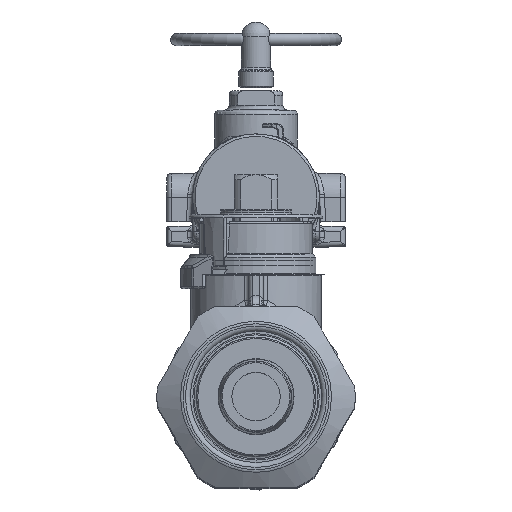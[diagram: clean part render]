
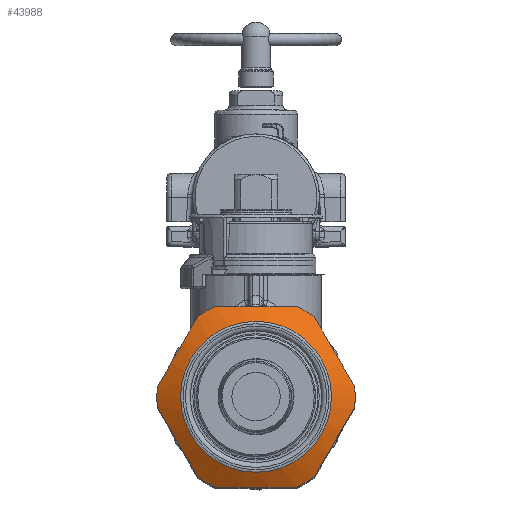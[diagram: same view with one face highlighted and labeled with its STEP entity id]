
A CAD part, top view. The second image highlights one B-rep face of the part: STEP entity #43988.
In plain terms, the highlighted conical face has half-angle 60 degrees and reference radius 17.78 mm.
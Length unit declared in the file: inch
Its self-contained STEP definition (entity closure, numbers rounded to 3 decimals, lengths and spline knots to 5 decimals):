
#70=(
BOUNDED_CURVE()
B_SPLINE_CURVE(2,(#143929,#143930,#143931),.UNSPECIFIED.,.F.,.F.)
B_SPLINE_CURVE_WITH_KNOTS((3,3),(0.,1.67512),.UNSPECIFIED.)
CURVE()
GEOMETRIC_REPRESENTATION_ITEM()
RATIONAL_B_SPLINE_CURVE((1.,1.096,1.))
REPRESENTATION_ITEM('')
);
#71=(
BOUNDED_CURVE()
B_SPLINE_CURVE(2,(#143935,#143936,#143937),.UNSPECIFIED.,.F.,.F.)
B_SPLINE_CURVE_WITH_KNOTS((3,3),(0.,1.67512),.UNSPECIFIED.)
CURVE()
GEOMETRIC_REPRESENTATION_ITEM()
RATIONAL_B_SPLINE_CURVE((1.,1.096,1.))
REPRESENTATION_ITEM('')
);
#72=(
BOUNDED_CURVE()
B_SPLINE_CURVE(2,(#143941,#143942,#143943),.UNSPECIFIED.,.F.,.F.)
B_SPLINE_CURVE_WITH_KNOTS((3,3),(0.,1.67512),.UNSPECIFIED.)
CURVE()
GEOMETRIC_REPRESENTATION_ITEM()
RATIONAL_B_SPLINE_CURVE((1.,1.096,1.))
REPRESENTATION_ITEM('')
);
#73=(
BOUNDED_CURVE()
B_SPLINE_CURVE(2,(#143947,#143948,#143949),.UNSPECIFIED.,.F.,.F.)
B_SPLINE_CURVE_WITH_KNOTS((3,3),(0.,1.67512),.UNSPECIFIED.)
CURVE()
GEOMETRIC_REPRESENTATION_ITEM()
RATIONAL_B_SPLINE_CURVE((1.,1.096,1.))
REPRESENTATION_ITEM('')
);
#74=(
BOUNDED_CURVE()
B_SPLINE_CURVE(2,(#143953,#143954,#143955),.UNSPECIFIED.,.F.,.F.)
B_SPLINE_CURVE_WITH_KNOTS((3,3),(0.,1.67512),.UNSPECIFIED.)
CURVE()
GEOMETRIC_REPRESENTATION_ITEM()
RATIONAL_B_SPLINE_CURVE((1.,1.096,1.))
REPRESENTATION_ITEM('')
);
#75=(
BOUNDED_CURVE()
B_SPLINE_CURVE(2,(#143959,#143960,#143961),.UNSPECIFIED.,.F.,.F.)
B_SPLINE_CURVE_WITH_KNOTS((3,3),(0.,1.67512),.UNSPECIFIED.)
CURVE()
GEOMETRIC_REPRESENTATION_ITEM()
RATIONAL_B_SPLINE_CURVE((1.,1.096,1.))
REPRESENTATION_ITEM('')
);
#2909=CONICAL_SURFACE('',#47876,0.7,1.047);
#4861=FACE_OUTER_BOUND('',#7660,.T.);
#7660=EDGE_LOOP('',(#36203,#36204,#36205,#36206,#36207,#36208,#36209,#36210,
#36211,#36212,#36213,#36214,#36215,#36216,#36217,#36218));
#12412=CIRCLE('',#47873,0.60928);
#12414=CIRCLE('',#47877,0.8);
#12415=CIRCLE('',#47878,0.8);
#12416=CIRCLE('',#47879,0.8);
#12417=CIRCLE('',#47880,0.8);
#12418=CIRCLE('',#47881,0.8);
#12419=CIRCLE('',#47882,0.8);
#12420=CIRCLE('',#47883,0.8);
#13777=LINE('',#143925,#15936);
#15936=VECTOR('',#55267,0.7);
#19583=VERTEX_POINT('',#143917);
#19585=VERTEX_POINT('',#143924);
#19586=VERTEX_POINT('',#143926);
#19587=VERTEX_POINT('',#143928);
#19588=VERTEX_POINT('',#143932);
#19589=VERTEX_POINT('',#143934);
#19590=VERTEX_POINT('',#143938);
#19591=VERTEX_POINT('',#143940);
#19592=VERTEX_POINT('',#143944);
#19593=VERTEX_POINT('',#143946);
#19594=VERTEX_POINT('',#143950);
#19595=VERTEX_POINT('',#143952);
#19596=VERTEX_POINT('',#143956);
#19597=VERTEX_POINT('',#143958);
#25433=EDGE_CURVE('',#19583,#19583,#12412,.T.);
#25435=EDGE_CURVE('',#19583,#19585,#13777,.T.);
#25436=EDGE_CURVE('',#19586,#19585,#12414,.T.);
#25437=EDGE_CURVE('',#19587,#19586,#70,.T.);
#25438=EDGE_CURVE('',#19588,#19587,#12415,.T.);
#25439=EDGE_CURVE('',#19589,#19588,#71,.T.);
#25440=EDGE_CURVE('',#19590,#19589,#12416,.T.);
#25441=EDGE_CURVE('',#19591,#19590,#72,.T.);
#25442=EDGE_CURVE('',#19592,#19591,#12417,.T.);
#25443=EDGE_CURVE('',#19593,#19592,#73,.T.);
#25444=EDGE_CURVE('',#19594,#19593,#12418,.T.);
#25445=EDGE_CURVE('',#19595,#19594,#74,.T.);
#25446=EDGE_CURVE('',#19596,#19595,#12419,.T.);
#25447=EDGE_CURVE('',#19597,#19596,#75,.T.);
#25448=EDGE_CURVE('',#19585,#19597,#12420,.T.);
#36203=ORIENTED_EDGE('',*,*,#25433,.F.);
#36204=ORIENTED_EDGE('',*,*,#25435,.T.);
#36205=ORIENTED_EDGE('',*,*,#25436,.F.);
#36206=ORIENTED_EDGE('',*,*,#25437,.F.);
#36207=ORIENTED_EDGE('',*,*,#25438,.F.);
#36208=ORIENTED_EDGE('',*,*,#25439,.F.);
#36209=ORIENTED_EDGE('',*,*,#25440,.F.);
#36210=ORIENTED_EDGE('',*,*,#25441,.F.);
#36211=ORIENTED_EDGE('',*,*,#25442,.F.);
#36212=ORIENTED_EDGE('',*,*,#25443,.F.);
#36213=ORIENTED_EDGE('',*,*,#25444,.F.);
#36214=ORIENTED_EDGE('',*,*,#25445,.F.);
#36215=ORIENTED_EDGE('',*,*,#25446,.F.);
#36216=ORIENTED_EDGE('',*,*,#25447,.F.);
#36217=ORIENTED_EDGE('',*,*,#25448,.F.);
#36218=ORIENTED_EDGE('',*,*,#25435,.F.);
#43988=ADVANCED_FACE('',(#4861),#2909,.T.);
#47873=AXIS2_PLACEMENT_3D('',#143919,#55259,#55260);
#47876=AXIS2_PLACEMENT_3D('',#143923,#55265,#55266);
#47877=AXIS2_PLACEMENT_3D('',#143927,#55268,#55269);
#47878=AXIS2_PLACEMENT_3D('',#143933,#55270,#55271);
#47879=AXIS2_PLACEMENT_3D('',#143939,#55272,#55273);
#47880=AXIS2_PLACEMENT_3D('',#143945,#55274,#55275);
#47881=AXIS2_PLACEMENT_3D('',#143951,#55276,#55277);
#47882=AXIS2_PLACEMENT_3D('',#143957,#55278,#55279);
#47883=AXIS2_PLACEMENT_3D('',#143962,#55280,#55281);
#55259=DIRECTION('center_axis',(0.,0.,
1.));
#55260=DIRECTION('ref_axis',(-1.,0.,0.));
#55265=DIRECTION('center_axis',(0.,0.,-1.));
#55266=DIRECTION('ref_axis',(1.,0.,0.));
#55267=DIRECTION('',(-0.866,0.,-0.5));
#55268=DIRECTION('center_axis',(0.,0.,-1.));
#55269=DIRECTION('ref_axis',(-1.,0.,0.));
#55270=DIRECTION('center_axis',(0.,0.,-1.));
#55271=DIRECTION('ref_axis',(-1.,0.,0.));
#55272=DIRECTION('center_axis',(0.,0.,-1.));
#55273=DIRECTION('ref_axis',(-1.,0.,0.));
#55274=DIRECTION('center_axis',(0.,0.,-1.));
#55275=DIRECTION('ref_axis',(-1.,0.,0.));
#55276=DIRECTION('center_axis',(0.,0.,-1.));
#55277=DIRECTION('ref_axis',(-1.,0.,0.));
#55278=DIRECTION('center_axis',(0.,0.,-1.));
#55279=DIRECTION('ref_axis',(-1.,0.,0.));
#55280=DIRECTION('center_axis',(0.,0.,-1.));
#55281=DIRECTION('ref_axis',(-1.,0.,0.));
#143917=CARTESIAN_POINT('',(-0.60928,0.,0.62464));
#143919=CARTESIAN_POINT('Origin',(0.,0.,
0.62464));
#143923=CARTESIAN_POINT('Origin',(0.,0.,0.57226));
#143924=CARTESIAN_POINT('',(-0.8,0.,0.51453));
#143925=CARTESIAN_POINT('',(-0.7,0.,0.57226));
#143926=CARTESIAN_POINT('',(-0.79583,-0.08158,0.51453));
#143927=CARTESIAN_POINT('Origin',(0.,0.,0.51453));
#143928=CARTESIAN_POINT('',(-0.46857,-0.64842,0.51453));
#143929=CARTESIAN_POINT('Ctrl Pts',(-0.46857,-0.64842,
0.51453));
#143930=CARTESIAN_POINT('Ctrl Pts',(-0.6322,-0.365,0.59182));
#143931=CARTESIAN_POINT('Ctrl Pts',(-0.79583,-0.08158,
0.51453));
#143932=CARTESIAN_POINT('',(-0.32726,-0.73,0.51453));
#143933=CARTESIAN_POINT('Origin',(0.,0.,0.51453));
#143934=CARTESIAN_POINT('',(0.32726,-0.73,0.51453));
#143935=CARTESIAN_POINT('Ctrl Pts',(0.32726,-0.73,0.51453));
#143936=CARTESIAN_POINT('Ctrl Pts',(0.,-0.73,0.59182));
#143937=CARTESIAN_POINT('Ctrl Pts',(-0.32726,-0.73,0.51453));
#143938=CARTESIAN_POINT('',(0.46857,-0.64842,0.51453));
#143939=CARTESIAN_POINT('Origin',(0.,0.,0.51453));
#143940=CARTESIAN_POINT('',(0.79583,-0.08158,0.51453));
#143941=CARTESIAN_POINT('Ctrl Pts',(0.79583,-0.08158,
0.51453));
#143942=CARTESIAN_POINT('Ctrl Pts',(0.6322,-0.365,
0.59182));
#143943=CARTESIAN_POINT('Ctrl Pts',(0.46857,-0.64842,
0.51453));
#143944=CARTESIAN_POINT('',(0.79583,0.08158,0.51453));
#143945=CARTESIAN_POINT('Origin',(0.,0.,0.51453));
#143946=CARTESIAN_POINT('',(0.46857,0.64842,0.51453));
#143947=CARTESIAN_POINT('Ctrl Pts',(0.46857,0.64842,
0.51453));
#143948=CARTESIAN_POINT('Ctrl Pts',(0.6322,0.365,0.59182));
#143949=CARTESIAN_POINT('Ctrl Pts',(0.79583,0.08158,
0.51453));
#143950=CARTESIAN_POINT('',(0.32726,0.73,0.51453));
#143951=CARTESIAN_POINT('Origin',(0.,0.,0.51453));
#143952=CARTESIAN_POINT('',(-0.32726,0.73,0.51453));
#143953=CARTESIAN_POINT('Ctrl Pts',(-0.32726,0.73,
0.51453));
#143954=CARTESIAN_POINT('Ctrl Pts',(0.,0.73,0.59182));
#143955=CARTESIAN_POINT('Ctrl Pts',(0.32726,0.73,0.51453));
#143956=CARTESIAN_POINT('',(-0.46857,0.64842,0.51453));
#143957=CARTESIAN_POINT('Origin',(0.,0.,0.51453));
#143958=CARTESIAN_POINT('',(-0.79583,0.08158,0.51453));
#143959=CARTESIAN_POINT('Ctrl Pts',(-0.79583,0.08158,
0.51453));
#143960=CARTESIAN_POINT('Ctrl Pts',(-0.6322,0.365,
0.59182));
#143961=CARTESIAN_POINT('Ctrl Pts',(-0.46857,0.64842,
0.51453));
#143962=CARTESIAN_POINT('Origin',(0.,0.,0.51453));
